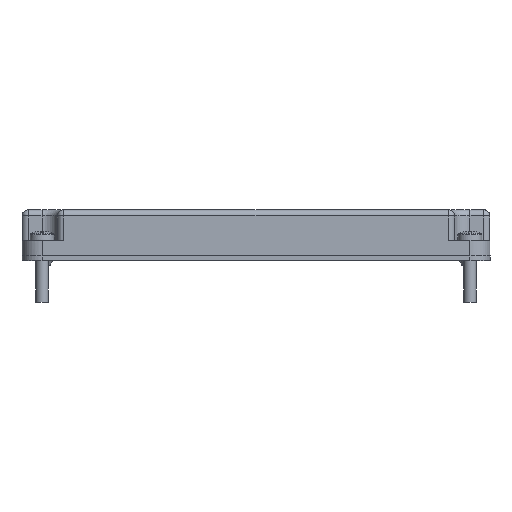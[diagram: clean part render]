
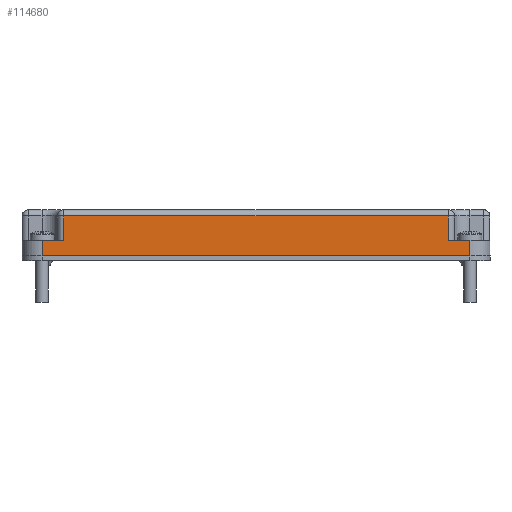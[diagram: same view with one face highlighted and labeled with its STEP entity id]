
A CAD part, front view. The second image highlights one B-rep face of the part: STEP entity #114680.
In plain terms, the highlighted planar face has unit normal (0, -1, 0).
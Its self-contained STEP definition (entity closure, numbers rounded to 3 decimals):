
#113420=CARTESIAN_POINT('',(138.037,-120.514,5.));
#113430=VERTEX_POINT('',#113420);
#113460=CARTESIAN_POINT('',(30.,-120.514,5.));
#113470=DIRECTION('',(-1.,0.,0.));
#113480=VECTOR('',#113470,1.);
#113490=LINE('',#113460,#113480);
#113500=CARTESIAN_POINT('',(131.037,-120.514,5.));
#113510=VERTEX_POINT('',#113500);
#113520=EDGE_CURVE('',#113430,#113510,#113490,.T.);
#114060=CARTESIAN_POINT('',(30.,-120.514,0.));
#114070=DIRECTION('',(-0.,-1.,-0.));
#114080=DIRECTION('',(-1.,0.,0.));
#114090=AXIS2_PLACEMENT_3D('',#114060,#114070,#114080);
#114100=PLANE('',#114090);
#114110=CARTESIAN_POINT('',(131.037,-120.514,0.));
#114120=DIRECTION('',(0.,0.,1.));
#114130=VECTOR('',#114120,1.);
#114140=LINE('',#114110,#114130);
#114150=CARTESIAN_POINT('',(131.037,-120.514,13.));
#114160=VERTEX_POINT('',#114150);
#114170=EDGE_CURVE('',#113510,#114160,#114140,.T.);
#114180=ORIENTED_EDGE('',*,*,#114170,.T.);
#114190=ORIENTED_EDGE('',*,*,#113520,.T.);
#114200=CARTESIAN_POINT('',(138.037,-120.514,0.));
#114210=DIRECTION('',(0.,0.,1.));
#114220=VECTOR('',#114210,1.);
#114230=LINE('',#114200,#114220);
#114240=CARTESIAN_POINT('',(138.037,-120.514,0.));
#114250=VERTEX_POINT('',#114240);
#114260=EDGE_CURVE('',#114250,#113430,#114230,.T.);
#114270=ORIENTED_EDGE('',*,*,#114260,.T.);
#114280=CARTESIAN_POINT('',(0.,-120.514,0.));
#114290=DIRECTION('',(1.,0.,0.));
#114300=VECTOR('',#114290,1.);
#114310=LINE('',#114280,#114300);
#114320=CARTESIAN_POINT('',(-0.963,-120.514,0.));
#114330=VERTEX_POINT('',#114320);
#114340=EDGE_CURVE('',#114330,#114250,#114310,.T.);
#114350=ORIENTED_EDGE('',*,*,#114340,.T.);
#114360=CARTESIAN_POINT('',(-0.963,-120.514,0.));
#114370=DIRECTION('',(0.,0.,-1.));
#114380=VECTOR('',#114370,1.);
#114390=LINE('',#114360,#114380);
#114400=CARTESIAN_POINT('',(-0.963,-120.514,5.));
#114410=VERTEX_POINT('',#114400);
#114420=EDGE_CURVE('',#114410,#114330,#114390,.T.);
#114430=ORIENTED_EDGE('',*,*,#114420,.T.);
#114440=CARTESIAN_POINT('',(-30.,-120.514,5.));
#114450=DIRECTION('',(1.,0.,0.));
#114460=VECTOR('',#114450,1.);
#114470=LINE('',#114440,#114460);
#114480=CARTESIAN_POINT('',(6.037,-120.514,5.));
#114490=VERTEX_POINT('',#114480);
#114500=EDGE_CURVE('',#114410,#114490,#114470,.T.);
#114510=ORIENTED_EDGE('',*,*,#114500,.F.);
#114520=CARTESIAN_POINT('',(6.037,-120.514,0.));
#114530=DIRECTION('',(0.,0.,1.));
#114540=VECTOR('',#114530,1.);
#114550=LINE('',#114520,#114540);
#114560=CARTESIAN_POINT('',(6.037,-120.514,13.));
#114570=VERTEX_POINT('',#114560);
#114580=EDGE_CURVE('',#114490,#114570,#114550,.T.);
#114590=ORIENTED_EDGE('',*,*,#114580,.F.);
#114600=CARTESIAN_POINT('',(0.,-120.514,13.));
#114610=DIRECTION('',(1.,0.,0.));
#114620=VECTOR('',#114610,1.);
#114630=LINE('',#114600,#114620);
#114640=EDGE_CURVE('',#114570,#114160,#114630,.T.);
#114650=ORIENTED_EDGE('',*,*,#114640,.F.);
#114660=EDGE_LOOP('',(#114650,#114590,#114510,#114430,#114350,#114270,
#114190,#114180));
#114670=FACE_OUTER_BOUND('',#114660,.T.);
#114680=ADVANCED_FACE('',(#114670),#114100,.T.);
